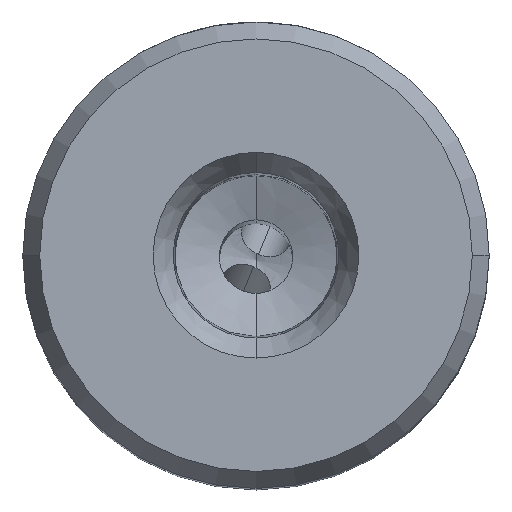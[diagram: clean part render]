
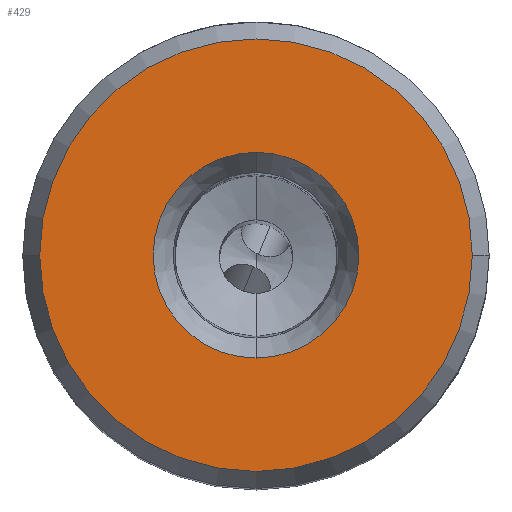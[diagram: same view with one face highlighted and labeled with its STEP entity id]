
A CAD part, top view. The second image highlights one B-rep face of the part: STEP entity #429.
In plain terms, the highlighted planar face has unit normal (0, 0, 1).
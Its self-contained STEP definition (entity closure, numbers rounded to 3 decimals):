
#50=FACE_BOUND('',#735,.T.);
#51=FACE_BOUND('',#736,.T.);
#154=PLANE('',#2845);
#175=CIRCLE('',#2839,7.);
#176=CIRCLE('',#2841,7.);
#177=CIRCLE('',#2843,14.72);
#178=CIRCLE('',#2844,14.72);
#429=ADVANCED_FACE('',(#50,#51),#154,.T.);
#735=EDGE_LOOP('',(#1032,#1033));
#736=EDGE_LOOP('',(#1034,#1035));
#1032=ORIENTED_EDGE('',*,*,#2140,.T.);
#1033=ORIENTED_EDGE('',*,*,#2141,.T.);
#1034=ORIENTED_EDGE('',*,*,#2142,.T.);
#1035=ORIENTED_EDGE('',*,*,#2143,.T.);
#1815=VERTEX_POINT('',#5829);
#1816=VERTEX_POINT('',#5831);
#1817=VERTEX_POINT('',#5837);
#1818=VERTEX_POINT('',#5838);
#2140=EDGE_CURVE('',#1815,#1816,#175,.T.);
#2141=EDGE_CURVE('',#1816,#1815,#176,.T.);
#2142=EDGE_CURVE('',#1817,#1818,#177,.T.);
#2143=EDGE_CURVE('',#1818,#1817,#178,.T.);
#2839=AXIS2_PLACEMENT_3D('',#5832,#3114,#3115);
#2841=AXIS2_PLACEMENT_3D('',#5834,#3118,#3119);
#2843=AXIS2_PLACEMENT_3D('',#5836,#3122,#3123);
#2844=AXIS2_PLACEMENT_3D('',#5839,#3124,#3125);
#2845=AXIS2_PLACEMENT_3D('',#5840,#3126,#3127);
#3114=DIRECTION('',(0.,0.,-1.));
#3115=DIRECTION('',(0.,-1.,0.));
#3118=DIRECTION('',(0.,0.,-1.));
#3119=DIRECTION('',(0.,1.,0.));
#3122=DIRECTION('',(0.,0.,1.));
#3123=DIRECTION('',(-1.,0.,0.));
#3124=DIRECTION('',(0.,0.,1.));
#3125=DIRECTION('',(1.,0.,0.));
#3126=DIRECTION('',(0.,0.,1.));
#3127=DIRECTION('',(-1.,0.,0.));
#5829=CARTESIAN_POINT('',(0.,-7.,30.2));
#5831=CARTESIAN_POINT('',(0.,7.,30.2));
#5832=CARTESIAN_POINT('',(0.,0.,30.2));
#5834=CARTESIAN_POINT('',(0.,0.,30.2));
#5836=CARTESIAN_POINT('',(0.,0.,30.2));
#5837=CARTESIAN_POINT('',(-14.72,0.,30.2));
#5838=CARTESIAN_POINT('',(14.72,0.,30.2));
#5839=CARTESIAN_POINT('',(0.,0.,30.2));
#5840=CARTESIAN_POINT('',(0.,0.,30.2));
